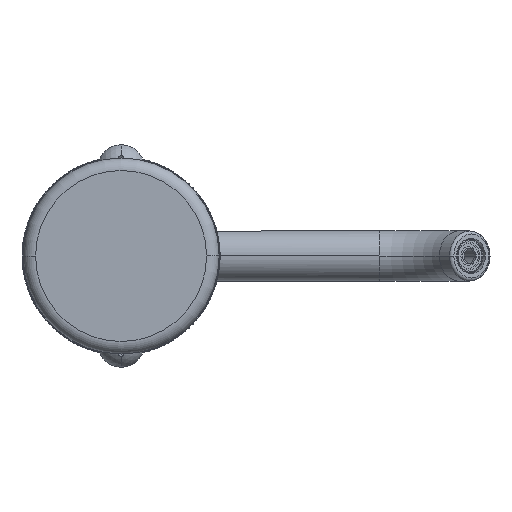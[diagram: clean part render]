
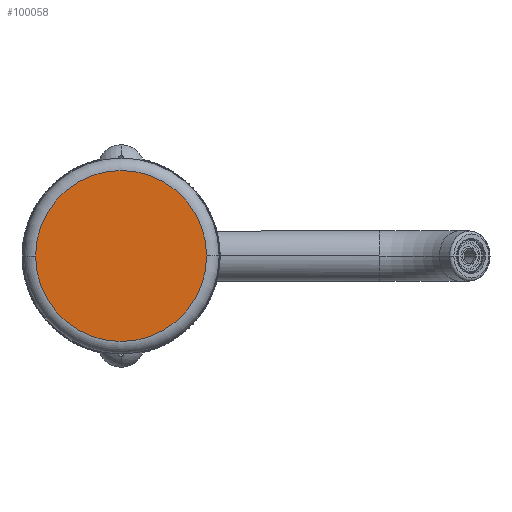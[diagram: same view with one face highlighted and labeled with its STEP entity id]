
A CAD part, front view. The second image highlights one B-rep face of the part: STEP entity #100058.
In plain terms, the highlighted planar face has unit normal (0, -1, 0).
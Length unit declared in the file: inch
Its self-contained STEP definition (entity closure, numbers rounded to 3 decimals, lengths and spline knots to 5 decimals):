
#99513=CARTESIAN_POINT('',(0.,0.,0.));
#99514=DIRECTION('',(0.,1.,0.));
#99515=DIRECTION('',(1.,0.,0.));
#99516=AXIS2_PLACEMENT_3D('',#99513,#99514,#99515);
#99518=CARTESIAN_POINT('',(0.,0.,0.));
#99519=DIRECTION('',(0.,1.,0.));
#99520=DIRECTION('',(-1.,0.,0.));
#99521=AXIS2_PLACEMENT_3D('',#99518,#99519,#99520);
#99993=CARTESIAN_POINT('',(0.85436,0.,0.));
#99994=CARTESIAN_POINT('',(-0.85436,0.,0.));
#99995=VERTEX_POINT('',#99993);
#99996=VERTEX_POINT('',#99994);
#100047=CARTESIAN_POINT('',(0.,0.,0.));
#100048=DIRECTION('',(0.,-1.,0.));
#100049=DIRECTION('',(-1.,0.,0.));
#100050=AXIS2_PLACEMENT_3D('',#100047,#100048,#100049);
#100051=PLANE('',#100050);
#100053=ORIENTED_EDGE('',*,*,#100052,.T.);
#100055=ORIENTED_EDGE('',*,*,#100054,.T.);
#100056=EDGE_LOOP('',(#100053,#100055));
#100057=FACE_OUTER_BOUND('',#100056,.F.);
#100058=ADVANCED_FACE('',(#100057),#100051,.T.);
#99517=CIRCLE('',#99516,0.85436);
#99522=CIRCLE('',#99521,0.85436);
#100052=EDGE_CURVE('',#99995,#99996,#99517,.T.);
#100054=EDGE_CURVE('',#99996,#99995,#99522,.T.);
